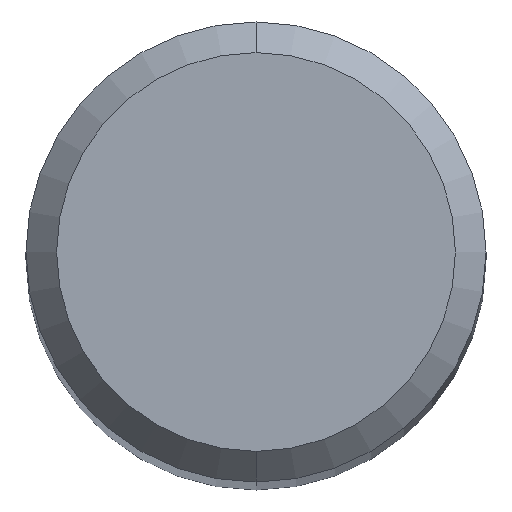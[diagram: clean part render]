
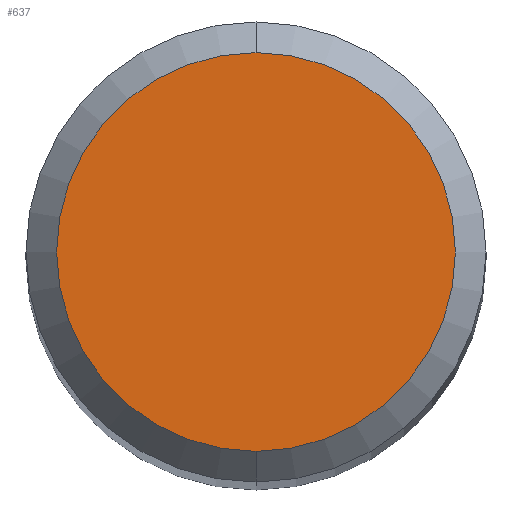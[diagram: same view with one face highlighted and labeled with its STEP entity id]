
A CAD part, top view. The second image highlights one B-rep face of the part: STEP entity #637.
In plain terms, the highlighted planar face has unit normal (0, 0, 1).
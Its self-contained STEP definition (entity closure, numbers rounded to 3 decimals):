
#497=EDGE_CURVE('',#725,#733,#1102,.T.);
#637=ADVANCED_FACE('',(#1253),#1254,.T.);
#675=EDGE_CURVE('',#733,#725,#1293,.T.);
#725=VERTEX_POINT('',#1346);
#733=VERTEX_POINT('',#1354);
#1102=CIRCLE('',#2330,2.6);
#1253=FACE_OUTER_BOUND('',#3015,.T.);
#1254=PLANE('',#3016);
#1293=CIRCLE('',#3191,2.6);
#1346=CARTESIAN_POINT('',(0.0,2.6,0.0));
#1354=CARTESIAN_POINT('',(0.,-2.6,0.0));
#2330=AXIS2_PLACEMENT_3D('',#4712,#4713,#4714);
#3015=EDGE_LOOP('',(#4854,#4855));
#3016=AXIS2_PLACEMENT_3D('',#4856,#4857,#4858);
#3191=AXIS2_PLACEMENT_3D('',#4873,#4874,#4875);
#4712=CARTESIAN_POINT('',(0.0,0.0,0.0));
#4713=DIRECTION('',(0.0,0.0,-1.0));
#4714=DIRECTION('',(0.0,1.0,0.0));
#4854=ORIENTED_EDGE('',*,*,#497,.F.);
#4855=ORIENTED_EDGE('',*,*,#675,.F.);
#4856=CARTESIAN_POINT('',(0.0,1.3,0.0));
#4857=DIRECTION('',(-0.0,0.0,1.0));
#4858=DIRECTION('',(0.0,-1.0,0.0));
#4873=CARTESIAN_POINT('',(0.0,0.0,0.0));
#4874=DIRECTION('',(0.0,0.0,-1.0));
#4875=DIRECTION('',(0.0,1.0,0.0));
